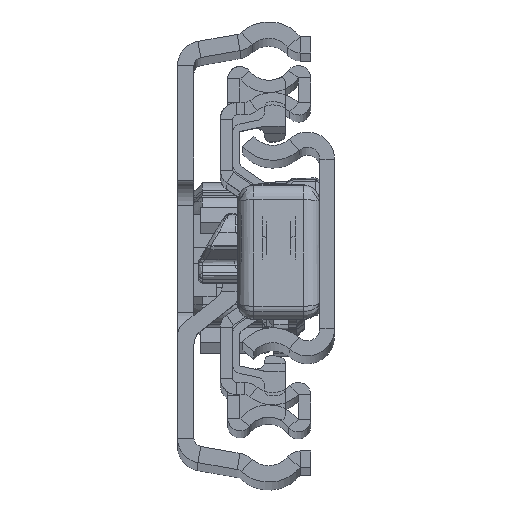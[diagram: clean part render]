
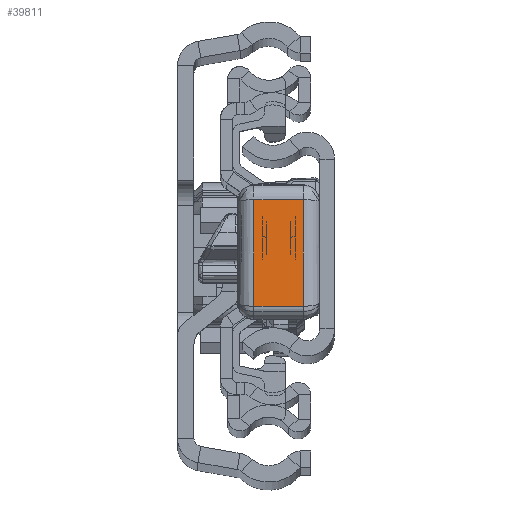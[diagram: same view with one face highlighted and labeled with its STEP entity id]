
A CAD part, top view. The second image highlights one B-rep face of the part: STEP entity #39811.
In plain terms, the highlighted face is planar.
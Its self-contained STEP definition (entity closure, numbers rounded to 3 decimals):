
#1293 = ORIENTED_EDGE ( 'NONE', *, *, #27215, .T. ) ;
#1749 = VECTOR ( 'NONE', #51947, 1000. ) ;
#1986 = FACE_OUTER_BOUND ( 'NONE', #11792, .T. ) ;
#2025 = CARTESIAN_POINT ( 'NONE',  ( 39.636, 0., 2. ) ) ;
#2561 = CARTESIAN_POINT ( 'NONE',  ( 39.636, -12.609, 8. ) ) ;
#4997 = EDGE_CURVE ( 'NONE', #5826, #19165, #42327, .T. ) ;
#5826 = VERTEX_POINT ( 'NONE', #44994 ) ;
#6831 = ORIENTED_EDGE ( 'NONE', *, *, #57130, .T. ) ;
#11175 = DIRECTION ( 'NONE',  ( 0., -1., 0. ) ) ;
#11792 = EDGE_LOOP ( 'NONE', ( #43216, #1293, #6831, #14198 ) ) ;
#12402 = VECTOR ( 'NONE', #11175, 1000. ) ;
#14198 = ORIENTED_EDGE ( 'NONE', *, *, #16851, .T. ) ;
#16713 = CARTESIAN_POINT ( 'NONE',  ( 39.636, 0.361, 8. ) ) ;
#16851 = EDGE_CURVE ( 'NONE', #45298, #5826, #43677, .T. ) ;
#16935 = CARTESIAN_POINT ( 'NONE',  ( 39.636, -12.609, 5.5 ) ) ;
#19165 = VERTEX_POINT ( 'NONE', #44095 ) ;
#19430 = LINE ( 'NONE', #50905, #12402 ) ;
#27215 = EDGE_CURVE ( 'NONE', #19165, #36805, #38015, .T. ) ;
#36805 = VERTEX_POINT ( 'NONE', #16713 ) ;
#38015 = LINE ( 'NONE', #41554, #40024 ) ;
#39811 = ADVANCED_FACE ( 'NONE', ( #1986 ), #51396, .F. ) ;
#40024 = VECTOR ( 'NONE', #46520, 1000. ) ;
#41554 = CARTESIAN_POINT ( 'NONE',  ( 39.636, 0.361, 5.5 ) ) ;
#42327 = LINE ( 'NONE', #2025, #46243 ) ;
#43216 = ORIENTED_EDGE ( 'NONE', *, *, #4997, .T. ) ;
#43677 = LINE ( 'NONE', #16935, #1749 ) ;
#44095 = CARTESIAN_POINT ( 'NONE',  ( 39.636, 0.361, 2. ) ) ;
#44994 = CARTESIAN_POINT ( 'NONE',  ( 39.636, -12.609, 2. ) ) ;
#45298 = VERTEX_POINT ( 'NONE', #2561 ) ;
#46243 = VECTOR ( 'NONE', #55810, 1000. ) ;
#46520 = DIRECTION ( 'NONE',  ( 0., 0., 1. ) ) ;
#50214 = DIRECTION ( 'NONE',  ( 0., 0., -1. ) ) ;
#50504 = DIRECTION ( 'NONE',  ( -1., 0., 0. ) ) ;
#50905 = CARTESIAN_POINT ( 'NONE',  ( 39.636, 0., 8. ) ) ;
#51396 = PLANE ( 'NONE',  #53859 ) ;
#51947 = DIRECTION ( 'NONE',  ( 0., 0., -1. ) ) ;
#53859 = AXIS2_PLACEMENT_3D ( 'NONE', #54915, #50504, #50214 ) ;
#54915 = CARTESIAN_POINT ( 'NONE',  ( 39.636, 0., 5.5 ) ) ;
#55810 = DIRECTION ( 'NONE',  ( 0., 1., 0. ) ) ;
#57130 = EDGE_CURVE ( 'NONE', #36805, #45298, #19430, .T. ) ;
